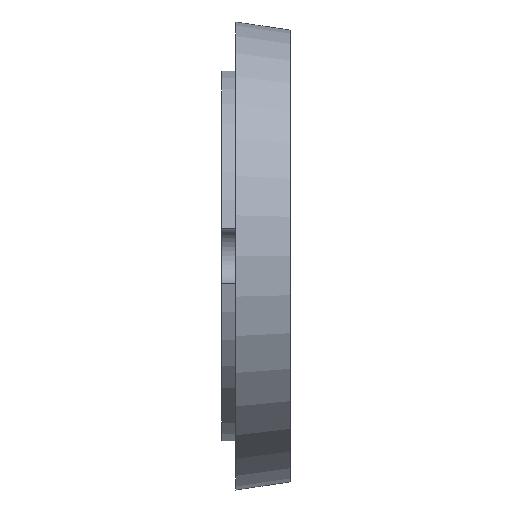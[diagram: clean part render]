
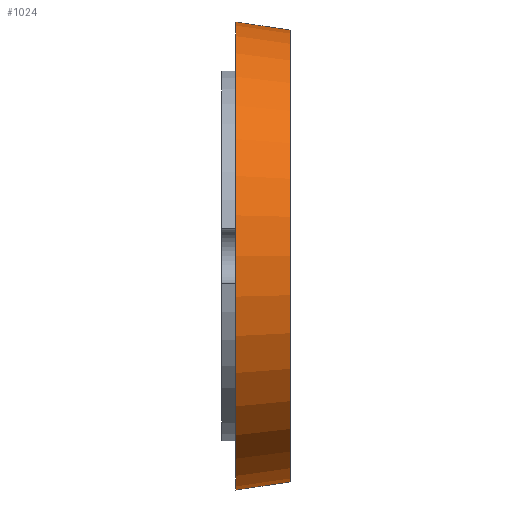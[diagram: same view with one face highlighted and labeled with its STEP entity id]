
A CAD part, left-side view. The second image highlights one B-rep face of the part: STEP entity #1024.
In plain terms, the highlighted conical face has half-angle 8.5 degrees and reference radius 48.3 mm.
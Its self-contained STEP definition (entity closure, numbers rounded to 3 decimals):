
#71 = VERTEX_POINT ( 'NONE', #755 ) ;
#74 = ORIENTED_EDGE ( 'NONE', *, *, #1040, .T. ) ;
#112 = CONICAL_SURFACE ( 'NONE', #1572, 48.3, 0.148 ) ;
#218 = AXIS2_PLACEMENT_3D ( 'NONE', #409, #1987, #1053 ) ;
#241 = EDGE_CURVE ( 'NONE', #71, #1806, #368, .T. ) ;
#251 = CARTESIAN_POINT ( 'NONE',  ( 0., 29.304, -50.049 ) ) ;
#315 = DIRECTION ( 'NONE',  ( 0., 0., -1. ) ) ;
#368 = CIRCLE ( 'NONE', #1607, 48.3 ) ;
#409 = CARTESIAN_POINT ( 'NONE',  ( 0., 29.304, 0. ) ) ;
#495 = DIRECTION ( 'NONE',  ( 0., 0., 1. ) ) ;
#517 = VERTEX_POINT ( 'NONE', #251 ) ;
#562 = ORIENTED_EDGE ( 'NONE', *, *, #241, .F. ) ;
#701 = CARTESIAN_POINT ( 'NONE',  ( 0., 29.304, 50.049 ) ) ;
#744 = LINE ( 'NONE', #1358, #1814 ) ;
#755 = CARTESIAN_POINT ( 'NONE',  ( 0., 17.604, 48.3 ) ) ;
#802 = CARTESIAN_POINT ( 'NONE',  ( 0., 17.604, 0. ) ) ;
#951 = CARTESIAN_POINT ( 'NONE',  ( 0., 17.604, 48.3 ) ) ;
#990 = VERTEX_POINT ( 'NONE', #701 ) ;
#1024 = ADVANCED_FACE ( 'NONE', ( #1260 ), #112, .T. ) ;
#1040 = EDGE_CURVE ( 'NONE', #71, #990, #1085, .T. ) ;
#1053 = DIRECTION ( 'NONE',  ( 0., 0., -1. ) ) ;
#1085 = LINE ( 'NONE', #951, #1316 ) ;
#1113 = DIRECTION ( 'NONE',  ( 0., 1., 0. ) ) ;
#1145 = CARTESIAN_POINT ( 'NONE',  ( 0., 17.604, -48.3 ) ) ;
#1242 = CARTESIAN_POINT ( 'NONE',  ( 0., 17.604, 0. ) ) ;
#1260 = FACE_OUTER_BOUND ( 'NONE', #1787, .T. ) ;
#1316 = VECTOR ( 'NONE', #1863, 1000. ) ;
#1358 = CARTESIAN_POINT ( 'NONE',  ( 0., 17.604, -48.3 ) ) ;
#1369 = DIRECTION ( 'NONE',  ( 0., 0.989, -0.148 ) ) ;
#1393 = CIRCLE ( 'NONE', #218, 50.049 ) ;
#1431 = EDGE_CURVE ( 'NONE', #1806, #517, #744, .T. ) ;
#1454 = EDGE_CURVE ( 'NONE', #990, #517, #1393, .T. ) ;
#1550 = ORIENTED_EDGE ( 'NONE', *, *, #1431, .F. ) ;
#1572 = AXIS2_PLACEMENT_3D ( 'NONE', #1242, #1113, #495 ) ;
#1607 = AXIS2_PLACEMENT_3D ( 'NONE', #802, #1873, #315 ) ;
#1760 = ORIENTED_EDGE ( 'NONE', *, *, #1454, .T. ) ;
#1787 = EDGE_LOOP ( 'NONE', ( #1550, #562, #74, #1760 ) ) ;
#1806 = VERTEX_POINT ( 'NONE', #1145 ) ;
#1814 = VECTOR ( 'NONE', #1369, 1000. ) ;
#1863 = DIRECTION ( 'NONE',  ( 0., 0.989, 0.148 ) ) ;
#1873 = DIRECTION ( 'NONE',  ( 0., -1., 0. ) ) ;
#1987 = DIRECTION ( 'NONE',  ( 0., -1., 0. ) ) ;
